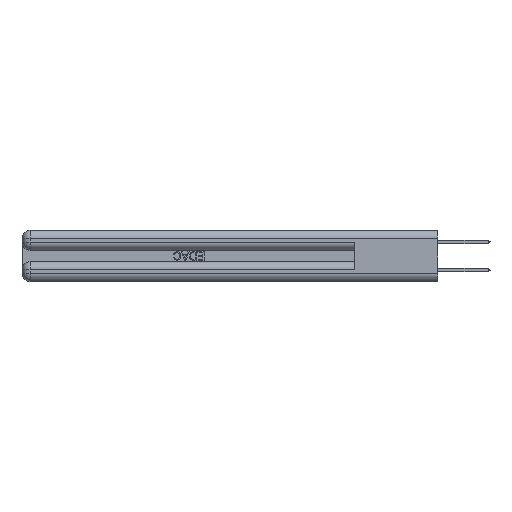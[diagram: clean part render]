
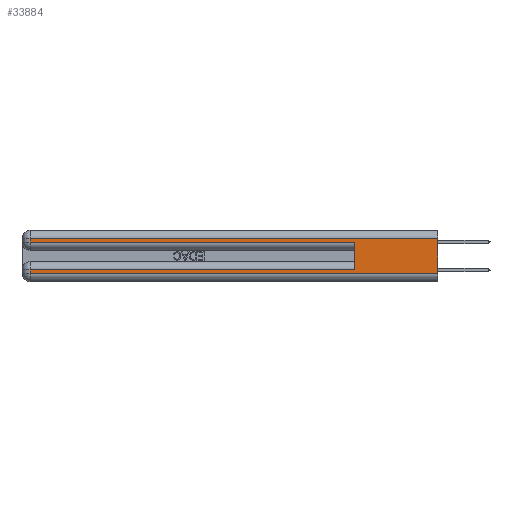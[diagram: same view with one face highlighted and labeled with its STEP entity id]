
A CAD part, left-side view. The second image highlights one B-rep face of the part: STEP entity #33884.
In plain terms, the highlighted planar face has unit normal (-1, 0, 0).
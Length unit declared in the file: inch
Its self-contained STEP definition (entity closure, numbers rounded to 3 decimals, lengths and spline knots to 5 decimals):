
#990 = ORIENTED_EDGE ( 'NONE', *, *, #15662, .F. ) ;
#1159 = CARTESIAN_POINT ( 'NONE',  ( 0., 0., 0.37 ) ) ;
#1285 = CARTESIAN_POINT ( 'NONE',  ( 0., 2.94, 0.31 ) ) ;
#1858 = DIRECTION ( 'NONE',  ( 0., -1., 0. ) ) ;
#2402 = CARTESIAN_POINT ( 'NONE',  ( 0., 0., 0.31 ) ) ;
#3543 = EDGE_CURVE ( 'NONE', #13722, #20517, #46133, .T. ) ;
#3683 = VECTOR ( 'NONE', #28018, 39.37008 ) ;
#4412 = CARTESIAN_POINT ( 'NONE',  ( 0., 0., 0.31 ) ) ;
#6378 = CARTESIAN_POINT ( 'NONE',  ( 0., 0.6, 0.285 ) ) ;
#6665 = CARTESIAN_POINT ( 'NONE',  ( 0., 2.94, 0.085 ) ) ;
#7037 = ORIENTED_EDGE ( 'NONE', *, *, #43052, .T. ) ;
#10480 = AXIS2_PLACEMENT_3D ( 'NONE', #38013, #41888, #18560 ) ;
#10679 = PLANE ( 'NONE',  #10480 ) ;
#12218 = EDGE_LOOP ( 'NONE', ( #990, #17635, #46245, #40180, #36299, #7037, #49236, #17593 ) ) ;
#13352 = EDGE_CURVE ( 'NONE', #42178, #32342, #31656, .T. ) ;
#13649 = CARTESIAN_POINT ( 'NONE',  ( 0., 0., 0.06 ) ) ;
#13722 = VERTEX_POINT ( 'NONE', #1285 ) ;
#15555 = VERTEX_POINT ( 'NONE', #4412 ) ;
#15662 = EDGE_CURVE ( 'NONE', #15555, #24371, #31405, .T. ) ;
#16241 = CARTESIAN_POINT ( 'NONE',  ( 0., 2.94, 0.37 ) ) ;
#17593 = ORIENTED_EDGE ( 'NONE', *, *, #17659, .T. ) ;
#17635 = ORIENTED_EDGE ( 'NONE', *, *, #29733, .T. ) ;
#17659 = EDGE_CURVE ( 'NONE', #37623, #24371, #28303, .T. ) ;
#18458 = CARTESIAN_POINT ( 'NONE',  ( 0., 2.94, 0.06 ) ) ;
#18560 = DIRECTION ( 'NONE',  ( 0., 0., -1. ) ) ;
#19830 = VECTOR ( 'NONE', #28495, 39.37008 ) ;
#20068 = VECTOR ( 'NONE', #34616, 39.37008 ) ;
#20186 = LINE ( 'NONE', #2402, #29331 ) ;
#20303 = CARTESIAN_POINT ( 'NONE',  ( 0., 0., 0.285 ) ) ;
#20517 = VERTEX_POINT ( 'NONE', #43964 ) ;
#23015 = VECTOR ( 'NONE', #32069, 39.37008 ) ;
#23104 = VERTEX_POINT ( 'NONE', #6665 ) ;
#24371 = VERTEX_POINT ( 'NONE', #48856 ) ;
#24468 = LINE ( 'NONE', #16241, #3683 ) ;
#28018 = DIRECTION ( 'NONE',  ( 0., 0., -1. ) ) ;
#28303 = LINE ( 'NONE', #13649, #37478 ) ;
#28495 = DIRECTION ( 'NONE',  ( 0., 0., -1. ) ) ;
#29331 = VECTOR ( 'NONE', #29711, 39.37008 ) ;
#29711 = DIRECTION ( 'NONE',  ( 0., 1., 0. ) ) ;
#29733 = EDGE_CURVE ( 'NONE', #15555, #13722, #20186, .T. ) ;
#31405 = LINE ( 'NONE', #1159, #19830 ) ;
#31656 = LINE ( 'NONE', #50086, #20068 ) ;
#31669 = EDGE_CURVE ( 'NONE', #20517, #32342, #46181, .T. ) ;
#32069 = DIRECTION ( 'NONE',  ( 0., -1., 0. ) ) ;
#32342 = VERTEX_POINT ( 'NONE', #6378 ) ;
#33884 = ADVANCED_FACE ( 'NONE', ( #45930 ), #10679, .F. ) ;
#34551 = CARTESIAN_POINT ( 'NONE',  ( 0., 0.6, 0.085 ) ) ;
#34572 = DIRECTION ( 'NONE',  ( 0., 0., -1. ) ) ;
#34616 = DIRECTION ( 'NONE',  ( 0., 0., 1. ) ) ;
#35802 = VECTOR ( 'NONE', #34572, 39.37008 ) ;
#36299 = ORIENTED_EDGE ( 'NONE', *, *, #13352, .F. ) ;
#37478 = VECTOR ( 'NONE', #1858, 39.37008 ) ;
#37623 = VERTEX_POINT ( 'NONE', #18458 ) ;
#38013 = CARTESIAN_POINT ( 'NONE',  ( 0., 0., 0.37 ) ) ;
#40180 = ORIENTED_EDGE ( 'NONE', *, *, #31669, .T. ) ;
#40581 = CARTESIAN_POINT ( 'NONE',  ( 0., 0., 0.085 ) ) ;
#41365 = LINE ( 'NONE', #40581, #50503 ) ;
#41888 = DIRECTION ( 'NONE',  ( 1., 0., 0. ) ) ;
#42178 = VERTEX_POINT ( 'NONE', #34551 ) ;
#43052 = EDGE_CURVE ( 'NONE', #42178, #23104, #41365, .T. ) ;
#43964 = CARTESIAN_POINT ( 'NONE',  ( 0., 2.94, 0.285 ) ) ;
#44476 = DIRECTION ( 'NONE',  ( 0., 1., 0. ) ) ;
#45930 = FACE_OUTER_BOUND ( 'NONE', #12218, .T. ) ;
#46133 = LINE ( 'NONE', #46138, #35802 ) ;
#46138 = CARTESIAN_POINT ( 'NONE',  ( 0., 2.94, 0.37 ) ) ;
#46181 = LINE ( 'NONE', #20303, #23015 ) ;
#46245 = ORIENTED_EDGE ( 'NONE', *, *, #3543, .T. ) ;
#48856 = CARTESIAN_POINT ( 'NONE',  ( 0., 0., 0.06 ) ) ;
#49236 = ORIENTED_EDGE ( 'NONE', *, *, #49444, .T. ) ;
#49444 = EDGE_CURVE ( 'NONE', #23104, #37623, #24468, .T. ) ;
#50086 = CARTESIAN_POINT ( 'NONE',  ( 0., 0.6, 0.145 ) ) ;
#50503 = VECTOR ( 'NONE', #44476, 39.37008 ) ;
